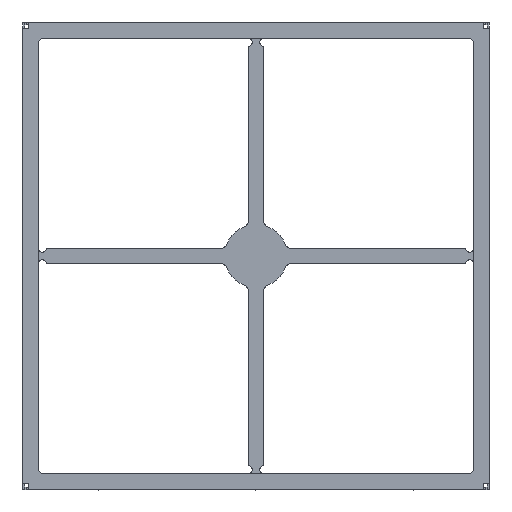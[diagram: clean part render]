
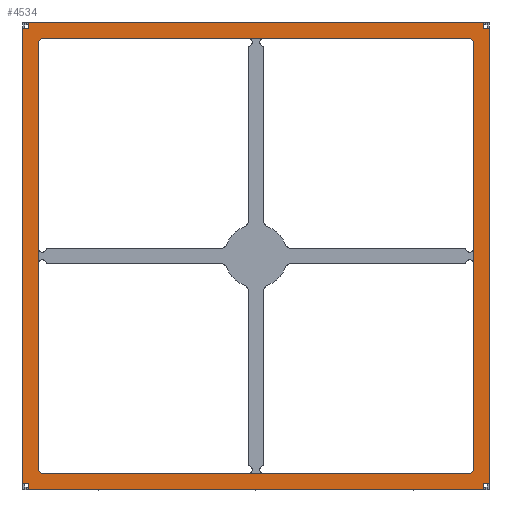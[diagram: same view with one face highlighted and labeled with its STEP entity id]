
A CAD part, top view. The second image highlights one B-rep face of the part: STEP entity #4534.
In plain terms, the highlighted planar face has unit normal (0, 0, 1).
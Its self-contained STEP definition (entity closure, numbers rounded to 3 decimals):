
#439=LINE('',#7071,#991);
#476=LINE('',#7142,#1028);
#477=LINE('',#7145,#1029);
#482=LINE('',#7155,#1034);
#501=LINE('',#7195,#1053);
#503=LINE('',#7198,#1055);
#510=LINE('',#7223,#1062);
#529=LINE('',#7262,#1081);
#530=LINE('',#7265,#1082);
#548=LINE('',#7301,#1100);
#550=LINE('',#7305,#1102);
#553=LINE('',#7314,#1105);
#557=LINE('',#7324,#1109);
#560=LINE('',#7332,#1112);
#563=LINE('',#7340,#1115);
#566=LINE('',#7347,#1118);
#991=VECTOR('',#5720,43.255);
#1028=VECTOR('',#5791,0.2);
#1029=VECTOR('',#5794,0.2);
#1034=VECTOR('',#5807,43.255);
#1053=VECTOR('',#5846,0.2);
#1055=VECTOR('',#5850,0.2);
#1062=VECTOR('',#5873,43.255);
#1081=VECTOR('',#5912,0.2);
#1082=VECTOR('',#5915,0.2);
#1100=VECTOR('',#5951,0.2);
#1102=VECTOR('',#5955,0.2);
#1105=VECTOR('',#5970,43.255);
#1109=VECTOR('',#5980,40.37);
#1112=VECTOR('',#5989,40.37);
#1115=VECTOR('',#5998,40.37);
#1118=VECTOR('',#6007,40.37);
#1333=PLANE('',#4855);
#1359=FACE_BOUND('',#1835,.T.);
#1584=FACE_OUTER_BOUND('',#1834,.T.);
#1834=EDGE_LOOP('',(#4209,#4210,#4211,#4212,#4213,#4214,#4215,#4216,#4217,
#4218,#4219,#4220,#4221,#4222,#4223,#4224));
#1835=EDGE_LOOP('',(#4225,#4226,#4227,#4228,#4229,#4230,#4231,#4232));
#1923=CIRCLE('',#4789,0.255);
#1926=CIRCLE('',#4805,0.255);
#1933=CIRCLE('',#4824,0.255);
#1934=CIRCLE('',#4834,0.255);
#1935=CIRCLE('',#4844,0.5);
#1936=CIRCLE('',#4847,0.5);
#1937=CIRCLE('',#4850,0.5);
#1938=CIRCLE('',#4853,0.5);
#2292=VERTEX_POINT('',#7068);
#2293=VERTEX_POINT('',#7070);
#2309=VERTEX_POINT('',#7135);
#2310=VERTEX_POINT('',#7137);
#2311=VERTEX_POINT('',#7144);
#2312=VERTEX_POINT('',#7154);
#2321=VERTEX_POINT('',#7187);
#2322=VERTEX_POINT('',#7190);
#2323=VERTEX_POINT('',#7194);
#2333=VERTEX_POINT('',#7222);
#2342=VERTEX_POINT('',#7256);
#2343=VERTEX_POINT('',#7258);
#2344=VERTEX_POINT('',#7264);
#2352=VERTEX_POINT('',#7295);
#2353=VERTEX_POINT('',#7297);
#2354=VERTEX_POINT('',#7303);
#2355=VERTEX_POINT('',#7317);
#2356=VERTEX_POINT('',#7318);
#2357=VERTEX_POINT('',#7323);
#2358=VERTEX_POINT('',#7327);
#2359=VERTEX_POINT('',#7331);
#2360=VERTEX_POINT('',#7335);
#2361=VERTEX_POINT('',#7339);
#2362=VERTEX_POINT('',#7343);
#2851=EDGE_CURVE('',#2293,#2292,#439,.T.);
#2887=EDGE_CURVE('',#2310,#2309,#1923,.T.);
#2890=EDGE_CURVE('',#2309,#2293,#476,.T.);
#2891=EDGE_CURVE('',#2311,#2310,#477,.T.);
#2896=EDGE_CURVE('',#2312,#2311,#482,.T.);
#2916=EDGE_CURVE('',#2321,#2322,#1926,.T.);
#2917=EDGE_CURVE('',#2323,#2321,#501,.T.);
#2919=EDGE_CURVE('',#2322,#2312,#503,.T.);
#2932=EDGE_CURVE('',#2333,#2323,#510,.T.);
#2950=EDGE_CURVE('',#2343,#2342,#1933,.T.);
#2952=EDGE_CURVE('',#2342,#2333,#529,.T.);
#2953=EDGE_CURVE('',#2344,#2343,#530,.T.);
#2971=EDGE_CURVE('',#2352,#2353,#1934,.T.);
#2972=EDGE_CURVE('',#2292,#2352,#548,.T.);
#2974=EDGE_CURVE('',#2353,#2354,#550,.T.);
#2977=EDGE_CURVE('',#2354,#2344,#553,.T.);
#2979=EDGE_CURVE('',#2355,#2356,#1935,.T.);
#2982=EDGE_CURVE('',#2357,#2355,#557,.T.);
#2984=EDGE_CURVE('',#2358,#2357,#1936,.T.);
#2986=EDGE_CURVE('',#2359,#2358,#560,.T.);
#2988=EDGE_CURVE('',#2360,#2359,#1937,.T.);
#2990=EDGE_CURVE('',#2361,#2360,#563,.T.);
#2992=EDGE_CURVE('',#2362,#2361,#1938,.T.);
#2994=EDGE_CURVE('',#2356,#2362,#566,.T.);
#4209=ORIENTED_EDGE('',*,*,#2890,.T.);
#4210=ORIENTED_EDGE('',*,*,#2851,.T.);
#4211=ORIENTED_EDGE('',*,*,#2972,.T.);
#4212=ORIENTED_EDGE('',*,*,#2971,.T.);
#4213=ORIENTED_EDGE('',*,*,#2974,.T.);
#4214=ORIENTED_EDGE('',*,*,#2977,.T.);
#4215=ORIENTED_EDGE('',*,*,#2953,.T.);
#4216=ORIENTED_EDGE('',*,*,#2950,.T.);
#4217=ORIENTED_EDGE('',*,*,#2952,.T.);
#4218=ORIENTED_EDGE('',*,*,#2932,.T.);
#4219=ORIENTED_EDGE('',*,*,#2917,.T.);
#4220=ORIENTED_EDGE('',*,*,#2916,.T.);
#4221=ORIENTED_EDGE('',*,*,#2919,.T.);
#4222=ORIENTED_EDGE('',*,*,#2896,.T.);
#4223=ORIENTED_EDGE('',*,*,#2891,.T.);
#4224=ORIENTED_EDGE('',*,*,#2887,.T.);
#4225=ORIENTED_EDGE('',*,*,#2979,.T.);
#4226=ORIENTED_EDGE('',*,*,#2994,.T.);
#4227=ORIENTED_EDGE('',*,*,#2992,.T.);
#4228=ORIENTED_EDGE('',*,*,#2990,.T.);
#4229=ORIENTED_EDGE('',*,*,#2988,.T.);
#4230=ORIENTED_EDGE('',*,*,#2986,.T.);
#4231=ORIENTED_EDGE('',*,*,#2984,.T.);
#4232=ORIENTED_EDGE('',*,*,#2982,.T.);
#4534=ADVANCED_FACE('',(#1584,#1359),#1333,.F.);
#4789=AXIS2_PLACEMENT_3D('',#7138,#5784,#5785);
#4805=AXIS2_PLACEMENT_3D('',#7192,#5842,#5843);
#4824=AXIS2_PLACEMENT_3D('',#7259,#5907,#5908);
#4834=AXIS2_PLACEMENT_3D('',#7299,#5947,#5948);
#4844=AXIS2_PLACEMENT_3D('',#7319,#5974,#5975);
#4847=AXIS2_PLACEMENT_3D('',#7328,#5984,#5985);
#4850=AXIS2_PLACEMENT_3D('',#7336,#5993,#5994);
#4853=AXIS2_PLACEMENT_3D('',#7344,#6002,#6003);
#4855=AXIS2_PLACEMENT_3D('',#7348,#6008,#6009);
#5720=DIRECTION('',(-1.,0.,0.));
#5784=DIRECTION('center_axis',(0.,0.,-1.));
#5785=DIRECTION('ref_axis',(0.,1.,0.));
#5791=DIRECTION('',(0.,1.,0.));
#5794=DIRECTION('',(-1.,0.,0.));
#5807=DIRECTION('',(0.,1.,0.));
#5842=DIRECTION('center_axis',(0.,0.,-1.));
#5843=DIRECTION('ref_axis',(0.,-1.,0.));
#5846=DIRECTION('',(0.,1.,0.));
#5850=DIRECTION('',(1.,0.,0.));
#5873=DIRECTION('',(1.,0.,0.));
#5907=DIRECTION('center_axis',(0.,0.,-1.));
#5908=DIRECTION('ref_axis',(0.,-1.,0.));
#5912=DIRECTION('',(0.,-1.,0.));
#5915=DIRECTION('',(1.,0.,0.));
#5947=DIRECTION('center_axis',(0.,0.,-1.));
#5948=DIRECTION('ref_axis',(0.,1.,0.));
#5951=DIRECTION('',(0.,-1.,0.));
#5955=DIRECTION('',(-1.,0.,0.));
#5970=DIRECTION('',(0.,-1.,0.));
#5974=DIRECTION('center_axis',(0.,0.,-1.));
#5975=DIRECTION('ref_axis',(-1.,0.,0.));
#5980=DIRECTION('',(0.,1.,0.));
#5984=DIRECTION('center_axis',(0.,0.,-1.));
#5985=DIRECTION('ref_axis',(0.,-1.,0.));
#5989=DIRECTION('',(-1.,0.,0.));
#5993=DIRECTION('center_axis',(0.,0.,-1.));
#5994=DIRECTION('ref_axis',(1.,0.,0.));
#5998=DIRECTION('',(0.,-1.,0.));
#6002=DIRECTION('center_axis',(0.,0.,-1.));
#6003=DIRECTION('ref_axis',(0.,1.,0.));
#6007=DIRECTION('',(1.,0.,0.));
#6008=DIRECTION('center_axis',(0.,0.,-1.));
#6009=DIRECTION('ref_axis',(1.,0.,0.));
#7068=CARTESIAN_POINT('',(-21.628,22.185,9.75));
#7070=CARTESIAN_POINT('',(21.628,22.185,9.75));
#7071=CARTESIAN_POINT('',(0.,22.185,9.75));
#7135=CARTESIAN_POINT('',(21.628,21.985,9.75));
#7137=CARTESIAN_POINT('',(21.985,21.628,9.75));
#7138=CARTESIAN_POINT('Origin',(21.83,21.83,9.75));
#7142=CARTESIAN_POINT('',(21.628,10.862,9.75));
#7144=CARTESIAN_POINT('',(22.185,21.628,9.75));
#7145=CARTESIAN_POINT('',(11.093,21.628,9.75));
#7154=CARTESIAN_POINT('',(22.185,-21.628,9.75));
#7155=CARTESIAN_POINT('',(22.185,0.,9.75));
#7187=CARTESIAN_POINT('',(21.628,-21.985,9.75));
#7190=CARTESIAN_POINT('',(21.985,-21.628,9.75));
#7192=CARTESIAN_POINT('Origin',(21.83,-21.83,9.75));
#7194=CARTESIAN_POINT('',(21.628,-22.185,9.75));
#7195=CARTESIAN_POINT('',(21.628,-10.862,9.75));
#7198=CARTESIAN_POINT('',(11.093,-21.628,9.75));
#7222=CARTESIAN_POINT('',(-21.628,-22.185,9.75));
#7223=CARTESIAN_POINT('',(0.,-22.185,9.75));
#7256=CARTESIAN_POINT('',(-21.628,-21.985,9.75));
#7258=CARTESIAN_POINT('',(-21.985,-21.628,9.75));
#7259=CARTESIAN_POINT('Origin',(-21.83,-21.83,9.75));
#7262=CARTESIAN_POINT('',(-21.628,-10.862,9.75));
#7264=CARTESIAN_POINT('',(-22.185,-21.628,9.75));
#7265=CARTESIAN_POINT('',(-11.093,-21.628,9.75));
#7295=CARTESIAN_POINT('',(-21.628,21.985,9.75));
#7297=CARTESIAN_POINT('',(-21.985,21.628,9.75));
#7299=CARTESIAN_POINT('Origin',(-21.83,21.83,9.75));
#7301=CARTESIAN_POINT('',(-21.628,10.862,9.75));
#7303=CARTESIAN_POINT('',(-22.185,21.628,9.75));
#7305=CARTESIAN_POINT('',(-11.093,21.628,9.75));
#7314=CARTESIAN_POINT('',(-22.185,0.,9.75));
#7317=CARTESIAN_POINT('',(-20.685,20.185,9.75));
#7318=CARTESIAN_POINT('',(-20.185,20.685,9.75));
#7319=CARTESIAN_POINT('Origin',(-20.185,20.185,9.75));
#7323=CARTESIAN_POINT('',(-20.685,-20.185,9.75));
#7324=CARTESIAN_POINT('',(-20.685,-10.093,9.75));
#7327=CARTESIAN_POINT('',(-20.185,-20.685,9.75));
#7328=CARTESIAN_POINT('Origin',(-20.185,-20.185,9.75));
#7331=CARTESIAN_POINT('',(20.185,-20.685,9.75));
#7332=CARTESIAN_POINT('',(10.093,-20.685,9.75));
#7335=CARTESIAN_POINT('',(20.685,-20.185,9.75));
#7336=CARTESIAN_POINT('Origin',(20.185,-20.185,9.75));
#7339=CARTESIAN_POINT('',(20.685,20.185,9.75));
#7340=CARTESIAN_POINT('',(20.685,10.093,9.75));
#7343=CARTESIAN_POINT('',(20.185,20.685,9.75));
#7344=CARTESIAN_POINT('Origin',(20.185,20.185,9.75));
#7347=CARTESIAN_POINT('',(-10.093,20.685,9.75));
#7348=CARTESIAN_POINT('Origin',(0.,0.,9.75));
